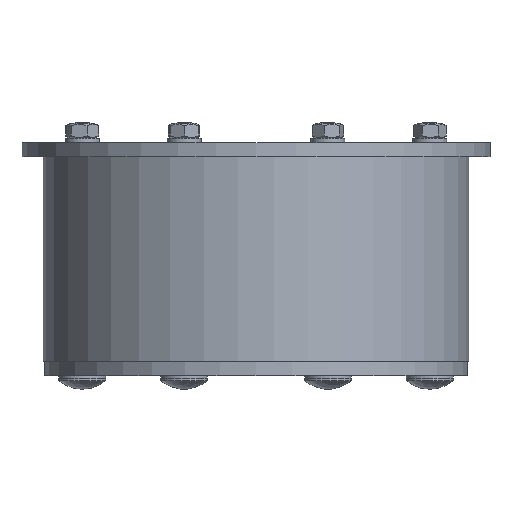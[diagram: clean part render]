
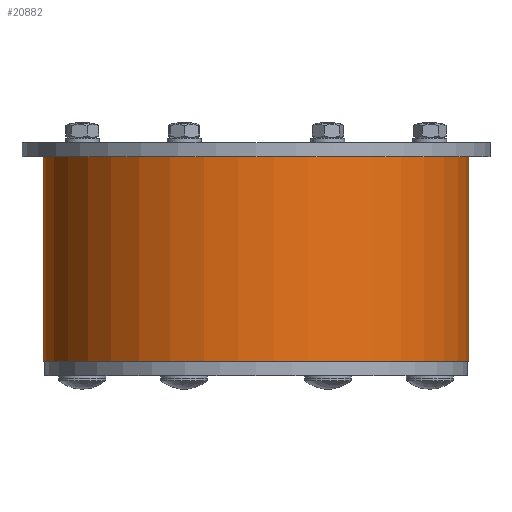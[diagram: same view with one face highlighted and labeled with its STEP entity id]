
A CAD part, front view. The second image highlights one B-rep face of the part: STEP entity #20882.
In plain terms, the highlighted cylindrical face has radius 75 mm (diameter 150 mm), a partial arc.
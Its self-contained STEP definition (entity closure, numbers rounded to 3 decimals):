
#7014=CARTESIAN_POINT('',(74.998,-0.5,72.0));
#7015=VERTEX_POINT('',#7014);
#7016=CARTESIAN_POINT('',(-74.998,-0.5,72.0));
#7017=VERTEX_POINT('',#7016);
#7018=CARTESIAN_POINT('',(0.0,0.0,72.0));
#7019=DIRECTION('',(0.0,0.0,1.0));
#7020=DIRECTION('',(-1.,0.007,0.0));
#7021=AXIS2_PLACEMENT_3D('',#7018,#7019,#7020);
#7022=CIRCLE('',#7021,75.);
#7023=EDGE_CURVE('',#7015,#7017,#7022,.T.);
#20790=CARTESIAN_POINT('',(74.998,-0.5,0.0));
#20791=VERTEX_POINT('',#20790);
#20800=CARTESIAN_POINT('',(74.998,-0.5,0.0));
#20801=DIRECTION('',(0.0,0.0,1.0));
#20802=VECTOR('',#20801,72.0);
#20803=LINE('',#20800,#20802);
#20804=EDGE_CURVE('',#20791,#7015,#20803,.T.);
#20846=CARTESIAN_POINT('',(-74.998,-0.5,0.0));
#20847=VERTEX_POINT('',#20846);
#20856=CARTESIAN_POINT('',(-74.998,-0.5,0.0));
#20857=DIRECTION('',(0.0,0.0,1.0));
#20858=VECTOR('',#20857,72.0);
#20859=LINE('',#20856,#20858);
#20860=EDGE_CURVE('',#20847,#7017,#20859,.T.);
#20865=CARTESIAN_POINT('',(0.0,0.0,0.0));
#20866=DIRECTION('',(0.0,0.0,1.0));
#20867=DIRECTION('',(-1.,0.007,0.0));
#20868=AXIS2_PLACEMENT_3D('',#20865,#20866,#20867);
#20869=CYLINDRICAL_SURFACE('',#20868,75.0);
#20870=CARTESIAN_POINT('',(0.0,0.0,0.0));
#20871=DIRECTION('',(0.0,0.0,-1.0));
#20872=DIRECTION('',(-1.,0.007,0.0));
#20873=AXIS2_PLACEMENT_3D('',#20870,#20871,#20872);
#20874=CIRCLE('',#20873,75.);
#20875=EDGE_CURVE('',#20847,#20791,#20874,.T.);
#20876=ORIENTED_EDGE('',*,*,#20875,.F.);
#20877=ORIENTED_EDGE('',*,*,#20860,.T.);
#20878=ORIENTED_EDGE('',*,*,#7023,.F.);
#20879=ORIENTED_EDGE('',*,*,#20804,.F.);
#20880=EDGE_LOOP('',(#20876,#20877,#20878,#20879));
#20881=FACE_OUTER_BOUND('',#20880,.T.);
#20882=ADVANCED_FACE('',(#20881),#20869,.T.);
